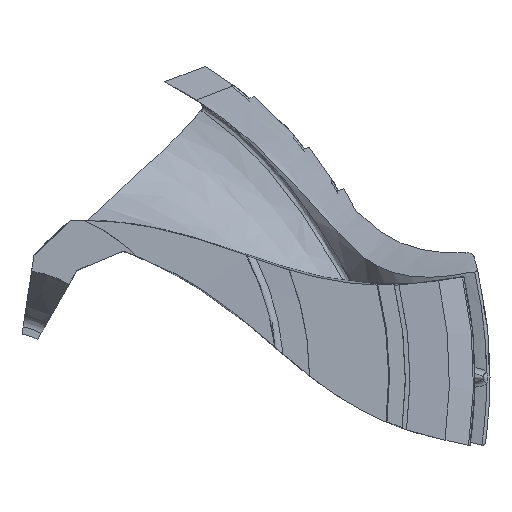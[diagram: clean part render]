
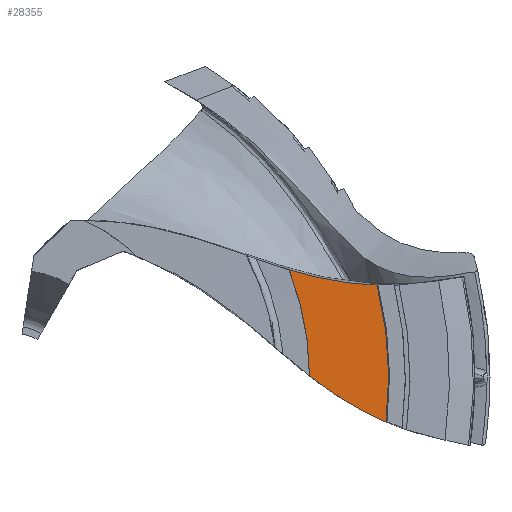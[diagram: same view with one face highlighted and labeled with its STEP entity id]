
A CAD part, top view. The second image highlights one B-rep face of the part: STEP entity #28355.
In plain terms, the highlighted planar face has unit normal (0, 0, 1).
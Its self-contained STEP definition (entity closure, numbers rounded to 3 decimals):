
#24891=CARTESIAN_POINT('',(378.675,149.044,85.52));
#24892=VERTEX_POINT('',#24891);
#24902=CARTESIAN_POINT('',(500.218,127.944,85.465));
#24903=VERTEX_POINT('',#24902);
#24904=CARTESIAN_POINT('',(500.218,127.944,85.465));
#24905=CARTESIAN_POINT('',(479.429,128.554,85.474));
#24906=CARTESIAN_POINT('',(459.243,130.757,85.483));
#24907=CARTESIAN_POINT('',(418.404,138.108,85.502));
#24908=CARTESIAN_POINT('',(398.829,143.038,85.511));
#24909=CARTESIAN_POINT('',(378.675,149.044,85.52));
#24910=B_SPLINE_CURVE_WITH_KNOTS('',3,(#24904,#24905,#24906,#24907,#24908,#24909),.UNSPECIFIED.,.F.,.U.,(4,2,4),(-12.617,-6.309,0.),.UNSPECIFIED.);
#24911=EDGE_CURVE('',#24903,#24892,#24910,.T.);
#28056=CARTESIAN_POINT('',(512.645,-61.389,85.449));
#28057=VERTEX_POINT('',#28056);
#28065=CARTESIAN_POINT('',(406.945,2.186,85.499));
#28066=VERTEX_POINT('',#28065);
#28067=CARTESIAN_POINT('',(406.945,2.186,85.499));
#28068=CARTESIAN_POINT('',(423.612,-10.729,85.491));
#28069=CARTESIAN_POINT('',(440.09,-22.412,85.483));
#28070=CARTESIAN_POINT('',(475.443,-43.964,85.466));
#28071=CARTESIAN_POINT('',(493.562,-53.345,85.458));
#28072=CARTESIAN_POINT('',(512.645,-61.389,85.449));
#28073=B_SPLINE_CURVE_WITH_KNOTS('',3,(#28067,#28068,#28069,#28070,#28071,#28072),.UNSPECIFIED.,.F.,.U.,(4,2,4),(0.,6.325,12.634),.UNSPECIFIED.);
#28074=EDGE_CURVE('',#28066,#28057,#28073,.T.);
#28328=CARTESIAN_POINT('',(0.002,0.,85.681));
#28329=DIRECTION('',(0.,0.,-1.));
#28330=DIRECTION('',(-0.993,0.119,0.));
#28331=AXIS2_PLACEMENT_3D('',#28328,#28329,#28330);
#28332=ELLIPSE('',#28331,406.949,406.949);
#28333=EDGE_CURVE('',#24892,#28066,#28332,.T.);
#28338=CARTESIAN_POINT('',(457.861,58.878,85.48));
#28339=DIRECTION('',(0.,0.,1.));
#28340=DIRECTION('',(1.,0.0,0.));
#28341=AXIS2_PLACEMENT_3D('',#28338,#28339,#28340);
#28342=PLANE('',#28341);
#28343=ORIENTED_EDGE('',*,*,#24911,.T.);
#28344=ORIENTED_EDGE('',*,*,#28333,.T.);
#28345=ORIENTED_EDGE('',*,*,#28074,.T.);
#28346=CARTESIAN_POINT('',(-0.202,0.024,85.681));
#28347=DIRECTION('',(0.,0.,1.));
#28348=DIRECTION('',(-0.993,0.119,0.));
#28349=AXIS2_PLACEMENT_3D('',#28346,#28347,#28348);
#28350=ELLIPSE('',#28349,516.511,516.511);
#28351=EDGE_CURVE('',#28057,#24903,#28350,.T.);
#28352=ORIENTED_EDGE('',*,*,#28351,.T.);
#28353=EDGE_LOOP('',(#28343,#28344,#28345,#28352));
#28354=FACE_OUTER_BOUND('',#28353,.T.);
#28355=ADVANCED_FACE('',(#28354),#28342,.T.);
